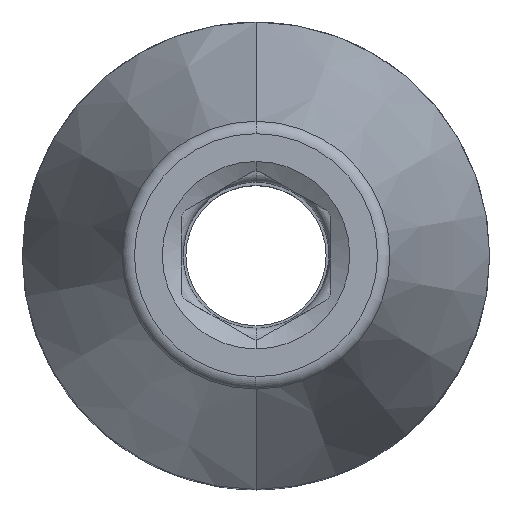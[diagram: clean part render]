
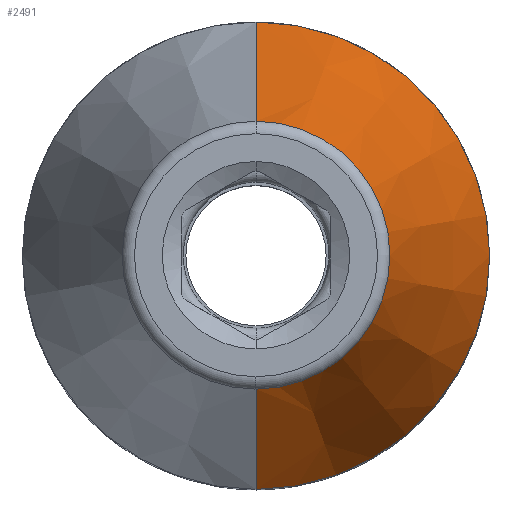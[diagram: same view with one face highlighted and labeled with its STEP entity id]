
A CAD part, top view. The second image highlights one B-rep face of the part: STEP entity #2491.
In plain terms, the highlighted conical face has half-angle 18.97 degrees and reference radius 9.831 mm.
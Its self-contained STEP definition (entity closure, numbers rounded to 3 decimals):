
#209=CARTESIAN_POINT('',(0.,0.,19.));
#210=DIRECTION('',(0.,0.,1.));
#211=DIRECTION('',(1.,0.,0.));
#212=AXIS2_PLACEMENT_3D('',#209,#210,#211);
#311=CARTESIAN_POINT('',(0.,0.,19.));
#312=DIRECTION('',(0.,0.,1.));
#313=DIRECTION('',(0.,-1.,0.));
#314=AXIS2_PLACEMENT_3D('',#311,#312,#313);
#1178=CARTESIAN_POINT('',(0.,0.,34.528));
#1179=DIRECTION('',(0.,0.,1.));
#1180=DIRECTION('',(0.,-1.,0.));
#1181=AXIS2_PLACEMENT_3D('',#1178,#1179,#1180);
#1183=DIRECTION('',(0.,0.325,-0.946));
#1184=VECTOR('',#1183,16.419);
#1185=CARTESIAN_POINT('',(0.,7.162,
34.528));
#1186=LINE('',#1185,#1184);
#1187=DIRECTION('',(0.,-0.325,-0.946));
#1188=VECTOR('',#1187,16.419);
#1189=CARTESIAN_POINT('',(0.,-7.162,
34.528));
#1190=LINE('',#1189,#1188);
#1352=CARTESIAN_POINT('',(0.,12.5,19.));
#1354=VERTEX_POINT('',#1352);
#1356=CARTESIAN_POINT('',(0.,-12.5,19.));
#1357=VERTEX_POINT('',#1356);
#1358=CARTESIAN_POINT('',(12.5,0.,19.));
#1359=VERTEX_POINT('',#1358);
#1364=CARTESIAN_POINT('',(0.,7.162,34.528));
#1365=CARTESIAN_POINT('',(0.,-7.162,34.528));
#1366=VERTEX_POINT('',#1364);
#1367=VERTEX_POINT('',#1365);
#2477=CARTESIAN_POINT('',(0.,0.,26.764));
#2478=DIRECTION('',(0.,0.,-1.));
#2479=DIRECTION('',(0.,-1.,0.));
#2480=AXIS2_PLACEMENT_3D('',#2477,#2478,#2479);
#2481=CONICAL_SURFACE('',#2480,9.831,18.97);
#2482=ORIENTED_EDGE('',*,*,#2471,.T.);
#2484=ORIENTED_EDGE('',*,*,#2483,.T.);
#2485=ORIENTED_EDGE('',*,*,#1545,.F.);
#2486=ORIENTED_EDGE('',*,*,#1589,.F.);
#2488=ORIENTED_EDGE('',*,*,#2487,.F.);
#2489=EDGE_LOOP('',(#2482,#2484,#2485,#2486,#2488));
#2490=FACE_OUTER_BOUND('',#2489,.F.);
#2491=ADVANCED_FACE('',(#2490),#2481,.T.);
#213=CIRCLE('',#212,12.5);
#315=CIRCLE('',#314,12.5);
#1182=CIRCLE('',#1181,7.162);
#1545=EDGE_CURVE('',#1359,#1354,#213,.T.);
#1589=EDGE_CURVE('',#1357,#1359,#315,.T.);
#2471=EDGE_CURVE('',#1367,#1366,#1182,.T.);
#2483=EDGE_CURVE('',#1366,#1354,#1186,.T.);
#2487=EDGE_CURVE('',#1367,#1357,#1190,.T.);
